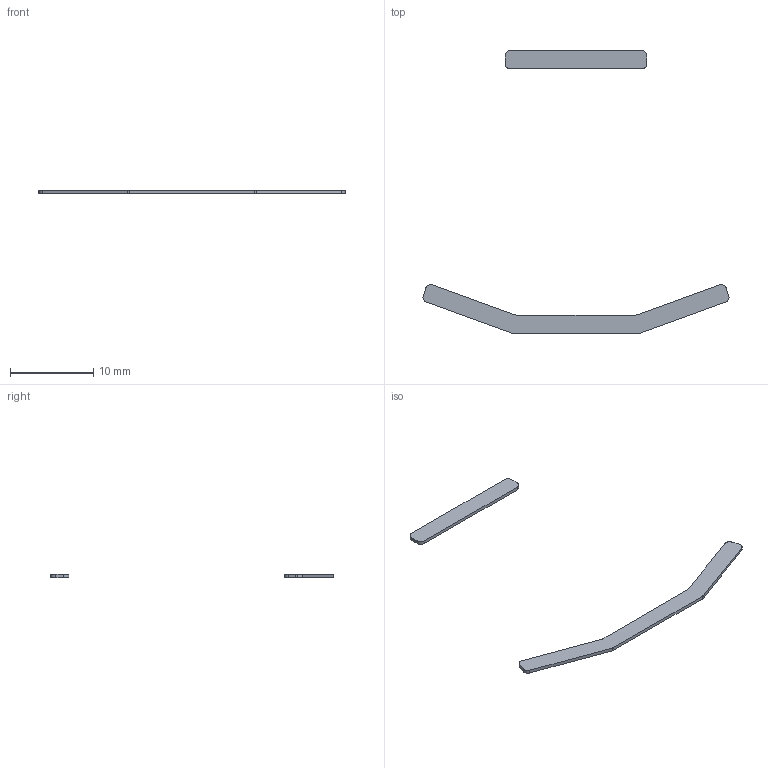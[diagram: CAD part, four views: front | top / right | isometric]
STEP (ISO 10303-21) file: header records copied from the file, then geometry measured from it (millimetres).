
FILE_DESCRIPTION(('HOOPS Exchange Step'),'2;1');
FILE_NAME('temp_export','2023-11-26T13:41:16-05:00',('jscotto'),('Shapr3D Limited'),'HOOPS Exchange 2023.2','Shapr3D','Authorized');
FILE_SCHEMA( ('AUTOMOTIVE_DESIGN { 1 0 10303 214 1 1 1 1 }') );
Length unit declared in the file: millimetre
Products named in the file (1): Cover (Accent)
Bounding box: 36.82 x 34.02 x 0.4 mm (x, y, z)
Volume: 48 mm3; surface area: 286.5 mm2
Topology: 2 solids, 2 shells, 29 faces, 75 edges, 50 vertices
Faces by surface type: plane 16, cylinder 13
Entity records: 918 total; most frequent: DIRECTION 161, CARTESIAN_POINT 155, ORIENTED_EDGE 150, EDGE_CURVE 75, AXIS2_PLACEMENT_3D 56, VERTEX_POINT 50, VECTOR 49, LINE 49
